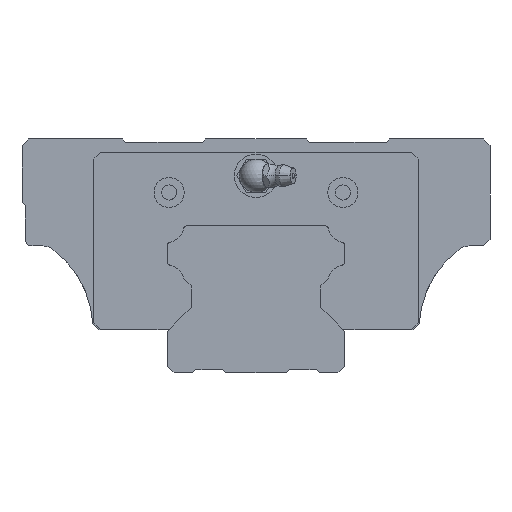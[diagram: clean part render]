
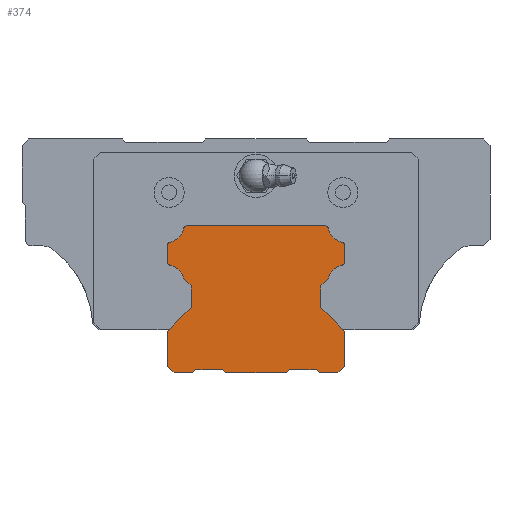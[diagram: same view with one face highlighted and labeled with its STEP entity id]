
A CAD part, front view. The second image highlights one B-rep face of the part: STEP entity #374.
In plain terms, the highlighted planar face has unit normal (0, -1, 0).
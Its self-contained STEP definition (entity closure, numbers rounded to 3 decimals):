
#374=ADVANCED_FACE('',(#844),#845,.F.);
#844=FACE_OUTER_BOUND('',#1427,.T.);
#845=PLANE('',#1428);
#1427=EDGE_LOOP('',(#3231,#3232,#3233,#3234,#3235,#3236,#3237,#3238,#3239,#3240,#3241,#3242,#3243,#3244,#3245,#3246,#3247,#3248,#3249,#3250,#3251,#3252,#3253,#3254,#3255,#3256,#3257,#3258,#3259,#3260,#3261,#3262));
#1428=AXIS2_PLACEMENT_3D('',#3263,#3264,#3265);
#3231=ORIENTED_EDGE('',*,*,#4136,.F.);
#3232=ORIENTED_EDGE('',*,*,#4145,.T.);
#3233=ORIENTED_EDGE('',*,*,#4146,.F.);
#3234=ORIENTED_EDGE('',*,*,#4147,.T.);
#3235=ORIENTED_EDGE('',*,*,#4148,.F.);
#3236=ORIENTED_EDGE('',*,*,#4149,.F.);
#3237=ORIENTED_EDGE('',*,*,#4150,.F.);
#3238=ORIENTED_EDGE('',*,*,#4151,.T.);
#3239=ORIENTED_EDGE('',*,*,#4152,.F.);
#3240=ORIENTED_EDGE('',*,*,#4153,.T.);
#3241=ORIENTED_EDGE('',*,*,#4154,.F.);
#3242=ORIENTED_EDGE('',*,*,#4155,.T.);
#3243=ORIENTED_EDGE('',*,*,#4156,.F.);
#3244=ORIENTED_EDGE('',*,*,#4157,.T.);
#3245=ORIENTED_EDGE('',*,*,#4158,.F.);
#3246=ORIENTED_EDGE('',*,*,#4159,.T.);
#3247=ORIENTED_EDGE('',*,*,#4160,.T.);
#3248=ORIENTED_EDGE('',*,*,#4161,.T.);
#3249=ORIENTED_EDGE('',*,*,#4162,.T.);
#3250=ORIENTED_EDGE('',*,*,#4163,.T.);
#3251=ORIENTED_EDGE('',*,*,#4164,.T.);
#3252=ORIENTED_EDGE('',*,*,#4165,.T.);
#3253=ORIENTED_EDGE('',*,*,#4166,.T.);
#3254=ORIENTED_EDGE('',*,*,#4167,.F.);
#3255=ORIENTED_EDGE('',*,*,#4168,.T.);
#3256=ORIENTED_EDGE('',*,*,#4124,.F.);
#3257=ORIENTED_EDGE('',*,*,#4169,.T.);
#3258=ORIENTED_EDGE('',*,*,#4170,.F.);
#3259=ORIENTED_EDGE('',*,*,#4171,.F.);
#3260=ORIENTED_EDGE('',*,*,#4172,.F.);
#3261=ORIENTED_EDGE('',*,*,#4173,.F.);
#3262=ORIENTED_EDGE('',*,*,#4140,.F.);
#3263=CARTESIAN_POINT('',(-26.635,0.0,27.265));
#3264=DIRECTION('',(0.0,1.0,0.0));
#3265=DIRECTION('',(1.0,0.0,0.0));
#4124=EDGE_CURVE('',#5175,#5176,#5177,.T.);
#4136=EDGE_CURVE('',#5191,#5192,#5193,.T.);
#4140=EDGE_CURVE('',#5192,#5199,#5200,.T.);
#4145=EDGE_CURVE('',#5191,#5206,#5207,.T.);
#4146=EDGE_CURVE('',#5208,#5206,#5209,.T.);
#4147=EDGE_CURVE('',#5208,#5210,#5211,.T.);
#4148=EDGE_CURVE('',#5212,#5210,#5213,.T.);
#4149=EDGE_CURVE('',#5214,#5212,#5215,.T.);
#4150=EDGE_CURVE('',#5216,#5214,#5217,.T.);
#4151=EDGE_CURVE('',#5216,#5218,#5219,.T.);
#4152=EDGE_CURVE('',#5220,#5218,#5221,.T.);
#4153=EDGE_CURVE('',#5220,#5222,#5223,.T.);
#4154=EDGE_CURVE('',#5224,#5222,#5225,.T.);
#4155=EDGE_CURVE('',#5224,#5226,#5227,.T.);
#4156=EDGE_CURVE('',#5228,#5226,#5229,.T.);
#4157=EDGE_CURVE('',#5228,#5230,#5231,.T.);
#4158=EDGE_CURVE('',#5232,#5230,#5233,.T.);
#4159=EDGE_CURVE('',#5232,#5234,#5235,.T.);
#4160=EDGE_CURVE('',#5234,#5236,#5237,.T.);
#4161=EDGE_CURVE('',#5236,#5238,#5239,.T.);
#4162=EDGE_CURVE('',#5238,#5240,#5241,.T.);
#4163=EDGE_CURVE('',#5240,#5242,#5243,.T.);
#4164=EDGE_CURVE('',#5242,#5244,#5245,.T.);
#4165=EDGE_CURVE('',#5244,#5246,#5247,.T.);
#4166=EDGE_CURVE('',#5246,#5248,#5249,.T.);
#4167=EDGE_CURVE('',#5250,#5248,#5251,.T.);
#4168=EDGE_CURVE('',#5250,#5176,#5252,.T.);
#4169=EDGE_CURVE('',#5175,#5253,#5254,.T.);
#4170=EDGE_CURVE('',#5255,#5253,#5256,.T.);
#4171=EDGE_CURVE('',#5257,#5255,#5258,.T.);
#4172=EDGE_CURVE('',#5259,#5257,#5260,.T.);
#4173=EDGE_CURVE('',#5199,#5259,#5261,.T.);
#5175=VERTEX_POINT('',#6850);
#5176=VERTEX_POINT('',#6851);
#5177=LINE('',#6852,#6853);
#5191=VERTEX_POINT('',#6870);
#5192=VERTEX_POINT('',#6871);
#5193=LINE('',#6872,#6873);
#5199=VERTEX_POINT('',#6882);
#5200=LINE('',#6883,#6884);
#5206=VERTEX_POINT('',#6892);
#5207=LINE('',#6893,#6894);
#5208=VERTEX_POINT('',#6895);
#5209=LINE('',#6896,#6897);
#5210=VERTEX_POINT('',#6898);
#5211=CIRCLE('',#6899,5.05);
#5212=VERTEX_POINT('',#6900);
#5213=CIRCLE('',#6901,1.1);
#5214=VERTEX_POINT('',#6902);
#5215=LINE('',#6903,#6904);
#5216=VERTEX_POINT('',#6905);
#5217=CIRCLE('',#6906,1.1);
#5218=VERTEX_POINT('',#6907);
#5219=CIRCLE('',#6908,5.05);
#5220=VERTEX_POINT('',#6909);
#5221=CIRCLE('',#6910,1.1);
#5222=VERTEX_POINT('',#6911);
#5223=LINE('',#6912,#6913);
#5224=VERTEX_POINT('',#6914);
#5225=CIRCLE('',#6915,1.1);
#5226=VERTEX_POINT('',#6916);
#5227=CIRCLE('',#6917,5.05);
#5228=VERTEX_POINT('',#6918);
#5229=CIRCLE('',#6919,1.1);
#5230=VERTEX_POINT('',#6920);
#5231=LINE('',#6921,#6922);
#5232=VERTEX_POINT('',#6923);
#5233=CIRCLE('',#6924,1.1);
#5234=VERTEX_POINT('',#6925);
#5235=CIRCLE('',#6926,5.05);
#5236=VERTEX_POINT('',#6927);
#5237=LINE('',#6928,#6929);
#5238=VERTEX_POINT('',#6930);
#5239=LINE('',#6931,#6932);
#5240=VERTEX_POINT('',#6933);
#5241=LINE('',#6934,#6935);
#5242=VERTEX_POINT('',#6936);
#5243=LINE('',#6937,#6938);
#5244=VERTEX_POINT('',#6939);
#5245=LINE('',#6940,#6941);
#5246=VERTEX_POINT('',#6942);
#5247=LINE('',#6943,#6944);
#5248=VERTEX_POINT('',#6945);
#5249=LINE('',#6946,#6947);
#5250=VERTEX_POINT('',#6948);
#5251=LINE('',#6949,#6950);
#5252=LINE('',#6951,#6952);
#5253=VERTEX_POINT('',#6953);
#5254=LINE('',#6954,#6955);
#5255=VERTEX_POINT('',#6956);
#5256=LINE('',#6957,#6958);
#5257=VERTEX_POINT('',#6959);
#5258=LINE('',#6960,#6961);
#5259=VERTEX_POINT('',#6962);
#5260=LINE('',#6963,#6964);
#5261=LINE('',#6965,#6966);
#6850=CARTESIAN_POINT('',(9.0,0.0,0.0));
#6851=CARTESIAN_POINT('',(-9.0,0.0,0.0));
#6852=CARTESIAN_POINT('',(9.0,0.0,0.0));
#6853=VECTOR('',#8020,1000.0);
#6870=CARTESIAN_POINT('',(19.4,0.0,19.6));
#6871=CARTESIAN_POINT('',(26.5,0.0,12.5));
#6872=CARTESIAN_POINT('',(19.4,0.0,19.6));
#6873=VECTOR('',#8048,1000.0);
#6882=CARTESIAN_POINT('',(26.5,0.0,2.0));
#6883=CARTESIAN_POINT('',(26.5,0.0,12.5));
#6884=VECTOR('',#8052,1000.0);
#6892=CARTESIAN_POINT('',(19.4,0.0,26.041));
#6893=CARTESIAN_POINT('',(19.4,0.0,19.6));
#6894=VECTOR('',#8061,1000.0);
#6895=CARTESIAN_POINT('',(21.701,0.0,28.342));
#6896=CARTESIAN_POINT('',(21.573,0.0,28.214));
#6897=VECTOR('',#8062,1000.0);
#6898=CARTESIAN_POINT('',(25.621,0.0,32.212));
#6899=AXIS2_PLACEMENT_3D('',#8063,#8064,#8065);
#6900=CARTESIAN_POINT('',(26.5,0.0,33.29));
#6901=AXIS2_PLACEMENT_3D('',#8066,#8067,#8068);
#6902=CARTESIAN_POINT('',(26.5,0.0,38.11));
#6903=CARTESIAN_POINT('',(26.5,0.0,38.11));
#6904=VECTOR('',#8069,1000.0);
#6905=CARTESIAN_POINT('',(25.621,0.0,39.188));
#6906=AXIS2_PLACEMENT_3D('',#8070,#8071,#8072);
#6907=CARTESIAN_POINT('',(21.688,0.0,43.121));
#6908=AXIS2_PLACEMENT_3D('',#8073,#8074,#8075);
#6909=CARTESIAN_POINT('',(20.61,0.0,44.0));
#6910=AXIS2_PLACEMENT_3D('',#8076,#8077,#8078);
#6911=CARTESIAN_POINT('',(-20.61,0.0,44.0));
#6912=CARTESIAN_POINT('',(20.61,0.0,44.0));
#6913=VECTOR('',#8079,1000.0);
#6914=CARTESIAN_POINT('',(-21.688,0.0,43.121));
#6915=AXIS2_PLACEMENT_3D('',#8080,#8081,#8082);
#6916=CARTESIAN_POINT('',(-25.621,0.0,39.188));
#6917=AXIS2_PLACEMENT_3D('',#8083,#8084,#8085);
#6918=CARTESIAN_POINT('',(-26.5,0.0,38.11));
#6919=AXIS2_PLACEMENT_3D('',#8086,#8087,#8088);
#6920=CARTESIAN_POINT('',(-26.5,0.0,33.29));
#6921=CARTESIAN_POINT('',(-26.5,0.0,38.11));
#6922=VECTOR('',#8089,1000.0);
#6923=CARTESIAN_POINT('',(-25.621,0.0,32.212));
#6924=AXIS2_PLACEMENT_3D('',#8090,#8091,#8092);
#6925=CARTESIAN_POINT('',(-21.701,0.0,28.342));
#6926=AXIS2_PLACEMENT_3D('',#8093,#8094,#8095);
#6927=CARTESIAN_POINT('',(-19.4,0.0,26.041));
#6928=CARTESIAN_POINT('',(-21.573,0.0,28.214));
#6929=VECTOR('',#8096,1000.0);
#6930=CARTESIAN_POINT('',(-19.4,0.0,19.6));
#6931=CARTESIAN_POINT('',(-19.4,0.0,26.041));
#6932=VECTOR('',#8097,1000.0);
#6933=CARTESIAN_POINT('',(-26.5,0.0,12.5));
#6934=CARTESIAN_POINT('',(-19.4,0.0,19.6));
#6935=VECTOR('',#8098,1000.0);
#6936=CARTESIAN_POINT('',(-26.5,0.0,2.0));
#6937=CARTESIAN_POINT('',(-26.5,0.0,12.5));
#6938=VECTOR('',#8099,1000.0);
#6939=CARTESIAN_POINT('',(-24.5,0.0,0.0));
#6940=CARTESIAN_POINT('',(-26.5,0.0,2.0));
#6941=VECTOR('',#8100,1000.0);
#6942=CARTESIAN_POINT('',(-19.,0.0,0.0));
#6943=CARTESIAN_POINT('',(-24.5,0.0,0.0));
#6944=VECTOR('',#8101,1000.0);
#6945=CARTESIAN_POINT('',(-18.,0.0,1.0));
#6946=CARTESIAN_POINT('',(-19.,0.0,0.0));
#6947=VECTOR('',#8102,1000.0);
#6948=CARTESIAN_POINT('',(-10.0,0.0,1.0));
#6949=CARTESIAN_POINT('',(-10.0,0.0,1.0));
#6950=VECTOR('',#8103,1000.0);
#6951=CARTESIAN_POINT('',(-10.0,0.0,1.0));
#6952=VECTOR('',#8104,1000.0);
#6953=CARTESIAN_POINT('',(10.0,0.0,1.0));
#6954=CARTESIAN_POINT('',(9.0,0.0,0.0));
#6955=VECTOR('',#8105,1000.0);
#6956=CARTESIAN_POINT('',(18.0,0.0,1.0));
#6957=CARTESIAN_POINT('',(18.0,0.0,1.0));
#6958=VECTOR('',#8106,1000.0);
#6959=CARTESIAN_POINT('',(19.0,0.0,0.0));
#6960=CARTESIAN_POINT('',(19.0,0.0,0.0));
#6961=VECTOR('',#8107,1000.0);
#6962=CARTESIAN_POINT('',(24.5,0.0,0.));
#6963=CARTESIAN_POINT('',(24.5,0.0,0.0));
#6964=VECTOR('',#8108,1000.0);
#6965=CARTESIAN_POINT('',(26.5,0.0,2.0));
#6966=VECTOR('',#8109,1000.0);
#8020=DIRECTION('',(-1.0,0.0,0.0));
#8048=DIRECTION('',(0.707,0.0,-0.707));
#8052=DIRECTION('',(0.0,0.0,-1.0));
#8061=DIRECTION('',(0.0,0.0,1.0));
#8062=DIRECTION('',(-0.707,0.0,-0.707));
#8063=CARTESIAN_POINT('',(26.635,0.0,27.265));
#8064=DIRECTION('',(0.0,1.0,0.0));
#8065=DIRECTION('',(0.0,0.0,1.0));
#8066=CARTESIAN_POINT('',(25.4,0.0,33.29));
#8067=DIRECTION('',(0.0,1.0,0.0));
#8068=DIRECTION('',(0.0,0.0,1.0));
#8069=DIRECTION('',(0.0,0.0,-1.0));
#8070=CARTESIAN_POINT('',(25.4,0.0,38.11));
#8071=DIRECTION('',(0.0,1.0,0.0));
#8072=DIRECTION('',(0.0,0.0,1.0));
#8073=CARTESIAN_POINT('',(26.635,0.0,44.135));
#8074=DIRECTION('',(0.0,1.0,0.0));
#8075=DIRECTION('',(0.0,0.0,1.0));
#8076=CARTESIAN_POINT('',(20.61,0.0,42.9));
#8077=DIRECTION('',(0.0,1.0,0.0));
#8078=DIRECTION('',(0.0,0.0,1.0));
#8079=DIRECTION('',(-1.0,0.0,0.0));
#8080=CARTESIAN_POINT('',(-20.61,0.0,42.9));
#8081=DIRECTION('',(0.0,1.0,0.0));
#8082=DIRECTION('',(0.0,0.0,1.0));
#8083=CARTESIAN_POINT('',(-26.635,0.0,44.135));
#8084=DIRECTION('',(0.0,1.0,0.0));
#8085=DIRECTION('',(0.0,0.0,1.0));
#8086=CARTESIAN_POINT('',(-25.4,0.0,38.11));
#8087=DIRECTION('',(0.0,1.0,0.0));
#8088=DIRECTION('',(0.0,0.0,1.0));
#8089=DIRECTION('',(0.0,0.0,-1.0));
#8090=CARTESIAN_POINT('',(-25.4,0.0,33.29));
#8091=DIRECTION('',(0.0,1.0,0.0));
#8092=DIRECTION('',(0.0,0.0,1.0));
#8093=CARTESIAN_POINT('',(-26.635,0.0,27.265));
#8094=DIRECTION('',(0.0,1.0,0.0));
#8095=DIRECTION('',(0.0,0.0,1.0));
#8096=DIRECTION('',(0.707,0.0,-0.707));
#8097=DIRECTION('',(0.0,0.0,-1.0));
#8098=DIRECTION('',(-0.707,0.0,-0.707));
#8099=DIRECTION('',(0.0,0.0,-1.0));
#8100=DIRECTION('',(0.707,0.0,-0.707));
#8101=DIRECTION('',(1.0,0.0,0.0));
#8102=DIRECTION('',(0.707,0.0,0.707));
#8103=DIRECTION('',(-1.0,0.0,0.0));
#8104=DIRECTION('',(0.707,0.0,-0.707));
#8105=DIRECTION('',(0.707,0.0,0.707));
#8106=DIRECTION('',(-1.0,0.0,0.0));
#8107=DIRECTION('',(-0.707,0.0,0.707));
#8108=DIRECTION('',(-1.0,0.0,0.0));
#8109=DIRECTION('',(-0.707,0.0,-0.707));
